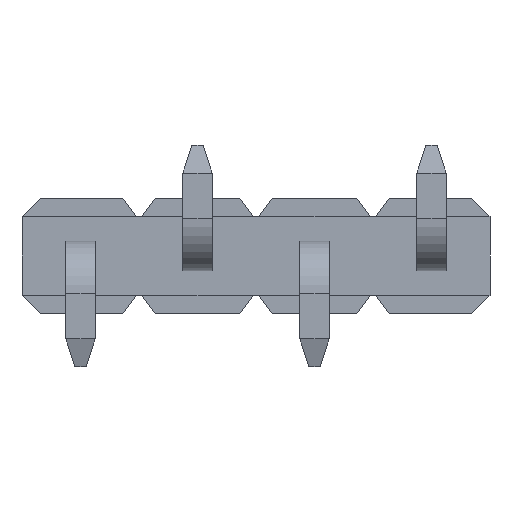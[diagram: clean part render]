
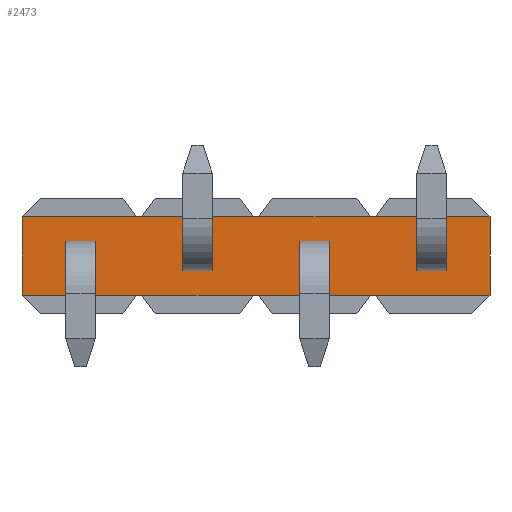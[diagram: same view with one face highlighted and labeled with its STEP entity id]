
A CAD part, front view. The second image highlights one B-rep face of the part: STEP entity #2473.
In plain terms, the highlighted planar face has unit normal (0, -1, 0).
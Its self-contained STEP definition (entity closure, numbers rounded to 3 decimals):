
#13=DIRECTION('',(0.,0.,-1.));
#14=VECTOR('',#13,1.71);
#15=CARTESIAN_POINT('',(-5.08,-0.745,0.855));
#16=LINE('',#15,#14);
#347=DIRECTION('',(0.,0.,-1.));
#348=VECTOR('',#347,0.64);
#349=CARTESIAN_POINT('',(-4.13,-0.745,0.32));
#350=LINE('',#349,#348);
#351=DIRECTION('',(1.,0.,0.));
#352=VECTOR('',#351,0.64);
#353=CARTESIAN_POINT('',(-4.13,-0.745,-0.32));
#354=LINE('',#353,#352);
#355=DIRECTION('',(0.,0.,-1.));
#356=VECTOR('',#355,0.64);
#357=CARTESIAN_POINT('',(-3.49,-0.745,0.32));
#358=LINE('',#357,#356);
#359=DIRECTION('',(1.,0.,0.));
#360=VECTOR('',#359,0.64);
#361=CARTESIAN_POINT('',(-4.13,-0.745,0.32));
#362=LINE('',#361,#360);
#363=DIRECTION('',(0.,0.,1.));
#364=VECTOR('',#363,0.64);
#365=CARTESIAN_POINT('',(0.95,-0.745,-0.32));
#366=LINE('',#365,#364);
#367=DIRECTION('',(1.,0.,0.));
#368=VECTOR('',#367,0.64);
#369=CARTESIAN_POINT('',(0.95,-0.745,-0.32));
#370=LINE('',#369,#368);
#371=DIRECTION('',(0.,0.,1.));
#372=VECTOR('',#371,0.64);
#373=CARTESIAN_POINT('',(1.59,-0.745,-0.32));
#374=LINE('',#373,#372);
#375=DIRECTION('',(1.,0.,0.));
#376=VECTOR('',#375,0.64);
#377=CARTESIAN_POINT('',(0.95,-0.745,0.32));
#378=LINE('',#377,#376);
#379=DIRECTION('',(0.,0.,1.));
#380=VECTOR('',#379,0.64);
#381=CARTESIAN_POINT('',(-1.59,-0.745,-0.32));
#382=LINE('',#381,#380);
#383=DIRECTION('',(1.,0.,0.));
#384=VECTOR('',#383,0.64);
#385=CARTESIAN_POINT('',(-1.59,-0.745,-0.32));
#386=LINE('',#385,#384);
#387=DIRECTION('',(0.,0.,1.));
#388=VECTOR('',#387,0.64);
#389=CARTESIAN_POINT('',(-0.95,-0.745,-0.32));
#390=LINE('',#389,#388);
#391=DIRECTION('',(1.,0.,0.));
#392=VECTOR('',#391,0.64);
#393=CARTESIAN_POINT('',(-1.59,-0.745,0.32));
#394=LINE('',#393,#392);
#395=DIRECTION('',(0.,0.,-1.));
#396=VECTOR('',#395,0.64);
#397=CARTESIAN_POINT('',(3.49,-0.745,0.32));
#398=LINE('',#397,#396);
#399=DIRECTION('',(1.,0.,0.));
#400=VECTOR('',#399,0.64);
#401=CARTESIAN_POINT('',(3.49,-0.745,-0.32));
#402=LINE('',#401,#400);
#403=DIRECTION('',(0.,0.,-1.));
#404=VECTOR('',#403,0.64);
#405=CARTESIAN_POINT('',(4.13,-0.745,0.32));
#406=LINE('',#405,#404);
#407=DIRECTION('',(1.,0.,0.));
#408=VECTOR('',#407,0.64);
#409=CARTESIAN_POINT('',(3.49,-0.745,0.32));
#410=LINE('',#409,#408);
#411=DIRECTION('',(1.,0.,0.));
#412=VECTOR('',#411,2.48);
#413=CARTESIAN_POINT('',(-5.08,-0.745,0.855));
#414=LINE('',#413,#412);
#415=DIRECTION('',(-1.,0.,0.));
#416=VECTOR('',#415,0.12);
#417=CARTESIAN_POINT('',(-2.48,-0.745,0.855));
#418=LINE('',#417,#416);
#419=DIRECTION('',(1.,0.,0.));
#420=VECTOR('',#419,2.42);
#421=CARTESIAN_POINT('',(-2.48,-0.745,0.855));
#422=LINE('',#421,#420);
#423=DIRECTION('',(-1.,0.,0.));
#424=VECTOR('',#423,0.12);
#425=CARTESIAN_POINT('',(0.06,-0.745,0.855));
#426=LINE('',#425,#424);
#427=DIRECTION('',(1.,0.,0.));
#428=VECTOR('',#427,2.42);
#429=CARTESIAN_POINT('',(0.06,-0.745,0.855));
#430=LINE('',#429,#428);
#431=DIRECTION('',(-1.,0.,0.));
#432=VECTOR('',#431,0.12);
#433=CARTESIAN_POINT('',(2.6,-0.745,0.855));
#434=LINE('',#433,#432);
#435=DIRECTION('',(1.,0.,0.));
#436=VECTOR('',#435,2.48);
#437=CARTESIAN_POINT('',(2.6,-0.745,0.855));
#438=LINE('',#437,#436);
#439=DIRECTION('',(1.,0.,0.));
#440=VECTOR('',#439,0.12);
#441=CARTESIAN_POINT('',(2.48,-0.745,-0.855));
#442=LINE('',#441,#440);
#443=DIRECTION('',(1.,0.,0.));
#444=VECTOR('',#443,0.12);
#445=CARTESIAN_POINT('',(-0.06,-0.745,-0.855));
#446=LINE('',#445,#444);
#447=DIRECTION('',(1.,0.,0.));
#448=VECTOR('',#447,0.12);
#449=CARTESIAN_POINT('',(-2.6,-0.745,-0.855));
#450=LINE('',#449,#448);
#1337=DIRECTION('',(1.,0.,0.));
#1338=VECTOR('',#1337,2.42);
#1339=CARTESIAN_POINT('',(-2.48,-0.745,-0.855));
#1340=LINE('',#1339,#1338);
#1349=DIRECTION('',(1.,0.,0.));
#1350=VECTOR('',#1349,2.42);
#1351=CARTESIAN_POINT('',(0.06,-0.745,-0.855));
#1352=LINE('',#1351,#1350);
#1353=DIRECTION('',(1.,0.,0.));
#1354=VECTOR('',#1353,2.48);
#1355=CARTESIAN_POINT('',(-5.08,-0.745,-0.855));
#1356=LINE('',#1355,#1354);
#1369=DIRECTION('',(1.,0.,0.));
#1370=VECTOR('',#1369,2.48);
#1371=CARTESIAN_POINT('',(2.6,-0.745,-0.855));
#1372=LINE('',#1371,#1370);
#1437=DIRECTION('',(0.,0.,-1.));
#1438=VECTOR('',#1437,1.71);
#1439=CARTESIAN_POINT('',(5.08,-0.745,0.855));
#1440=LINE('',#1439,#1438);
#1465=CARTESIAN_POINT('',(-4.13,-0.745,0.32));
#1467=VERTEX_POINT('',#1465);
#1470=CARTESIAN_POINT('',(-4.13,-0.745,-0.32));
#1472=VERTEX_POINT('',#1470);
#1473=CARTESIAN_POINT('',(-3.49,-0.745,0.32));
#1475=VERTEX_POINT('',#1473);
#1478=CARTESIAN_POINT('',(-3.49,-0.745,-0.32));
#1480=VERTEX_POINT('',#1478);
#1489=CARTESIAN_POINT('',(-1.59,-0.745,0.32));
#1491=VERTEX_POINT('',#1489);
#1494=CARTESIAN_POINT('',(-1.59,-0.745,-0.32));
#1496=VERTEX_POINT('',#1494);
#1497=CARTESIAN_POINT('',(-0.95,-0.745,0.32));
#1499=VERTEX_POINT('',#1497);
#1502=CARTESIAN_POINT('',(-0.95,-0.745,-0.32));
#1504=VERTEX_POINT('',#1502);
#1521=CARTESIAN_POINT('',(-5.08,-0.745,-0.855));
#1523=VERTEX_POINT('',#1521);
#1525=CARTESIAN_POINT('',(5.08,-0.745,0.855));
#1527=VERTEX_POINT('',#1525);
#1655=CARTESIAN_POINT('',(-2.48,-0.745,0.855));
#1656=VERTEX_POINT('',#1655);
#1657=CARTESIAN_POINT('',(-2.6,-0.745,0.855));
#1658=VERTEX_POINT('',#1657);
#1659=CARTESIAN_POINT('',(-2.6,-0.745,-0.855));
#1660=CARTESIAN_POINT('',(-2.48,-0.745,-0.855));
#1661=VERTEX_POINT('',#1659);
#1662=VERTEX_POINT('',#1660);
#1663=CARTESIAN_POINT('',(-5.08,-0.745,0.855));
#1664=VERTEX_POINT('',#1663);
#1665=CARTESIAN_POINT('',(5.08,-0.745,-0.855));
#1666=VERTEX_POINT('',#1665);
#1697=CARTESIAN_POINT('',(0.95,-0.745,-0.32));
#1698=CARTESIAN_POINT('',(0.95,-0.745,0.32));
#1699=VERTEX_POINT('',#1697);
#1700=VERTEX_POINT('',#1698);
#1701=CARTESIAN_POINT('',(1.59,-0.745,-0.32));
#1702=CARTESIAN_POINT('',(1.59,-0.745,0.32));
#1703=VERTEX_POINT('',#1701);
#1704=VERTEX_POINT('',#1702);
#1729=CARTESIAN_POINT('',(3.49,-0.745,0.32));
#1730=CARTESIAN_POINT('',(3.49,-0.745,-0.32));
#1731=VERTEX_POINT('',#1729);
#1732=VERTEX_POINT('',#1730);
#1733=CARTESIAN_POINT('',(4.13,-0.745,0.32));
#1734=CARTESIAN_POINT('',(4.13,-0.745,-0.32));
#1735=VERTEX_POINT('',#1733);
#1736=VERTEX_POINT('',#1734);
#1761=CARTESIAN_POINT('',(0.06,-0.745,0.855));
#1762=VERTEX_POINT('',#1761);
#1763=CARTESIAN_POINT('',(-0.06,-0.745,0.855));
#1764=VERTEX_POINT('',#1763);
#1765=CARTESIAN_POINT('',(-0.06,-0.745,-0.855));
#1766=CARTESIAN_POINT('',(0.06,-0.745,-0.855));
#1767=VERTEX_POINT('',#1765);
#1768=VERTEX_POINT('',#1766);
#1793=CARTESIAN_POINT('',(2.6,-0.745,0.855));
#1794=VERTEX_POINT('',#1793);
#1795=CARTESIAN_POINT('',(2.48,-0.745,0.855));
#1796=VERTEX_POINT('',#1795);
#1797=CARTESIAN_POINT('',(2.48,-0.745,-0.855));
#1798=CARTESIAN_POINT('',(2.6,-0.745,-0.855));
#1799=VERTEX_POINT('',#1797);
#1800=VERTEX_POINT('',#1798);
#2398=CARTESIAN_POINT('',(-5.08,-0.745,0.855));
#2399=DIRECTION('',(0.,-1.,0.));
#2400=DIRECTION('',(0.,0.,-1.));
#2401=AXIS2_PLACEMENT_3D('',#2398,#2399,#2400);
#2402=PLANE('',#2401);
#2403=ORIENTED_EDGE('',*,*,#1908,.F.);
#2405=ORIENTED_EDGE('',*,*,#2404,.T.);
#2407=ORIENTED_EDGE('',*,*,#2406,.F.);
#2409=ORIENTED_EDGE('',*,*,#2408,.T.);
#2411=ORIENTED_EDGE('',*,*,#2410,.F.);
#2413=ORIENTED_EDGE('',*,*,#2412,.T.);
#2415=ORIENTED_EDGE('',*,*,#2414,.F.);
#2417=ORIENTED_EDGE('',*,*,#2416,.T.);
#2419=ORIENTED_EDGE('',*,*,#2418,.T.);
#2421=ORIENTED_EDGE('',*,*,#2420,.F.);
#2423=ORIENTED_EDGE('',*,*,#2422,.F.);
#2425=ORIENTED_EDGE('',*,*,#2424,.F.);
#2427=ORIENTED_EDGE('',*,*,#2426,.F.);
#2429=ORIENTED_EDGE('',*,*,#2428,.F.);
#2431=ORIENTED_EDGE('',*,*,#2430,.F.);
#2433=ORIENTED_EDGE('',*,*,#2432,.F.);
#2434=EDGE_LOOP('',(#2403,#2405,#2407,#2409,#2411,#2413,#2415,#2417,#2419,#2421,
#2423,#2425,#2427,#2429,#2431,#2433));
#2435=FACE_OUTER_BOUND('',#2434,.F.);
#2437=ORIENTED_EDGE('',*,*,#2436,.F.);
#2439=ORIENTED_EDGE('',*,*,#2438,.T.);
#2441=ORIENTED_EDGE('',*,*,#2440,.T.);
#2443=ORIENTED_EDGE('',*,*,#2442,.F.);
#2444=EDGE_LOOP('',(#2437,#2439,#2441,#2443));
#2445=FACE_BOUND('',#2444,.F.);
#2447=ORIENTED_EDGE('',*,*,#2446,.F.);
#2449=ORIENTED_EDGE('',*,*,#2448,.T.);
#2451=ORIENTED_EDGE('',*,*,#2450,.T.);
#2453=ORIENTED_EDGE('',*,*,#2452,.F.);
#2454=EDGE_LOOP('',(#2447,#2449,#2451,#2453));
#2455=FACE_BOUND('',#2454,.F.);
#2457=ORIENTED_EDGE('',*,*,#2456,.T.);
#2459=ORIENTED_EDGE('',*,*,#2458,.T.);
#2461=ORIENTED_EDGE('',*,*,#2460,.F.);
#2463=ORIENTED_EDGE('',*,*,#2462,.F.);
#2464=EDGE_LOOP('',(#2457,#2459,#2461,#2463));
#2465=FACE_BOUND('',#2464,.F.);
#2466=ORIENTED_EDGE('',*,*,#2187,.T.);
#2467=ORIENTED_EDGE('',*,*,#2252,.T.);
#2469=ORIENTED_EDGE('',*,*,#2468,.F.);
#2470=ORIENTED_EDGE('',*,*,#2376,.F.);
#2471=EDGE_LOOP('',(#2466,#2467,#2469,#2470));
#2472=FACE_BOUND('',#2471,.F.);
#2473=ADVANCED_FACE('',(#2435,#2445,#2455,#2465,#2472),#2402,.T.);
#1908=EDGE_CURVE('',#1664,#1523,#16,.T.);
#2187=EDGE_CURVE('',#1467,#1472,#350,.T.);
#2252=EDGE_CURVE('',#1472,#1480,#354,.T.);
#2376=EDGE_CURVE('',#1467,#1475,#362,.T.);
#2404=EDGE_CURVE('',#1664,#1658,#414,.T.);
#2406=EDGE_CURVE('',#1656,#1658,#418,.T.);
#2408=EDGE_CURVE('',#1656,#1764,#422,.T.);
#2410=EDGE_CURVE('',#1762,#1764,#426,.T.);
#2412=EDGE_CURVE('',#1762,#1796,#430,.T.);
#2414=EDGE_CURVE('',#1794,#1796,#434,.T.);
#2416=EDGE_CURVE('',#1794,#1527,#438,.T.);
#2418=EDGE_CURVE('',#1527,#1666,#1440,.T.);
#2420=EDGE_CURVE('',#1800,#1666,#1372,.T.);
#2422=EDGE_CURVE('',#1799,#1800,#442,.T.);
#2424=EDGE_CURVE('',#1768,#1799,#1352,.T.);
#2426=EDGE_CURVE('',#1767,#1768,#446,.T.);
#2428=EDGE_CURVE('',#1662,#1767,#1340,.T.);
#2430=EDGE_CURVE('',#1661,#1662,#450,.T.);
#2432=EDGE_CURVE('',#1523,#1661,#1356,.T.);
#2436=EDGE_CURVE('',#1699,#1700,#366,.T.);
#2438=EDGE_CURVE('',#1699,#1703,#370,.T.);
#2440=EDGE_CURVE('',#1703,#1704,#374,.T.);
#2442=EDGE_CURVE('',#1700,#1704,#378,.T.);
#2446=EDGE_CURVE('',#1496,#1491,#382,.T.);
#2448=EDGE_CURVE('',#1496,#1504,#386,.T.);
#2450=EDGE_CURVE('',#1504,#1499,#390,.T.);
#2452=EDGE_CURVE('',#1491,#1499,#394,.T.);
#2456=EDGE_CURVE('',#1731,#1732,#398,.T.);
#2458=EDGE_CURVE('',#1732,#1736,#402,.T.);
#2460=EDGE_CURVE('',#1735,#1736,#406,.T.);
#2462=EDGE_CURVE('',#1731,#1735,#410,.T.);
#2468=EDGE_CURVE('',#1475,#1480,#358,.T.);
